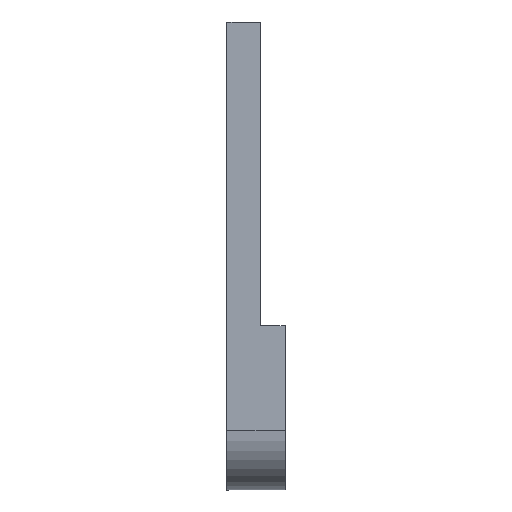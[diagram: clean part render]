
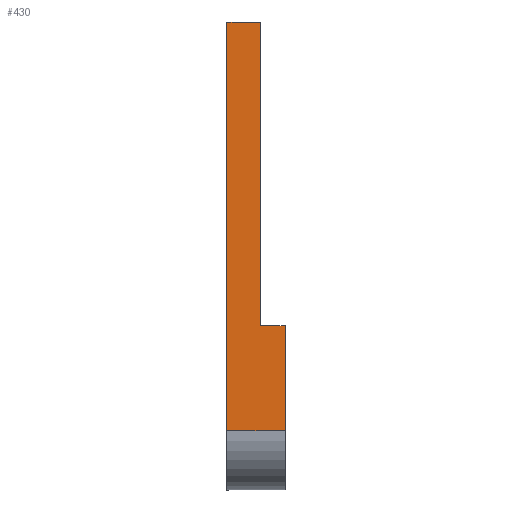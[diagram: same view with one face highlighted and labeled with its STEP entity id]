
A CAD part, front view. The second image highlights one B-rep face of the part: STEP entity #430.
In plain terms, the highlighted planar face has unit normal (0, -1, 0).
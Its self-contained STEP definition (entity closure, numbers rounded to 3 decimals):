
#17 = DIRECTION ( 'NONE',  ( 0., 0., 1. ) ) ;
#27 = VECTOR ( 'NONE', #802, 1000. ) ;
#34 = CARTESIAN_POINT ( 'NONE',  ( 0., -4.875, 27.375 ) ) ;
#78 = ORIENTED_EDGE ( 'NONE', *, *, #385, .F. ) ;
#79 = DIRECTION ( 'NONE',  ( 0., 0., -1. ) ) ;
#91 = VERTEX_POINT ( 'NONE', #34 ) ;
#145 = VERTEX_POINT ( 'NONE', #554 ) ;
#191 = EDGE_CURVE ( 'NONE', #729, #145, #806, .T. ) ;
#197 = VERTEX_POINT ( 'NONE', #545 ) ;
#215 = EDGE_LOOP ( 'NONE', ( #623, #78, #244, #552, #832, #785 ) ) ;
#244 = ORIENTED_EDGE ( 'NONE', *, *, #191, .T. ) ;
#264 = CARTESIAN_POINT ( 'NONE',  ( 0., -4.875, 4. ) ) ;
#282 = DIRECTION ( 'NONE',  ( 0., 0., -1. ) ) ;
#294 = EDGE_CURVE ( 'NONE', #91, #777, #963, .T. ) ;
#295 = DIRECTION ( 'NONE',  ( 1., 0., 0. ) ) ;
#320 = DIRECTION ( 'NONE',  ( 0., 1., 0. ) ) ;
#360 = CARTESIAN_POINT ( 'NONE',  ( 3.325, -4.875, 10. ) ) ;
#385 = EDGE_CURVE ( 'NONE', #729, #999, #420, .T. ) ;
#420 = LINE ( 'NONE', #732, #557 ) ;
#430 = ADVANCED_FACE ( 'NONE', ( #977 ), #739, .F. ) ;
#460 = LINE ( 'NONE', #702, #485 ) ;
#462 = CARTESIAN_POINT ( 'NONE',  ( 0.5, -4.875, 4. ) ) ;
#473 = AXIS2_PLACEMENT_3D ( 'NONE', #574, #320, #17 ) ;
#474 = CARTESIAN_POINT ( 'NONE',  ( 0., -4.875, 14. ) ) ;
#485 = VECTOR ( 'NONE', #295, 1000. ) ;
#495 = DIRECTION ( 'NONE',  ( 0., 0., -1. ) ) ;
#545 = CARTESIAN_POINT ( 'NONE',  ( 1.925, -4.875, 27.375 ) ) ;
#552 = ORIENTED_EDGE ( 'NONE', *, *, #677, .F. ) ;
#554 = CARTESIAN_POINT ( 'NONE',  ( 1.925, -4.875, 10. ) ) ;
#557 = VECTOR ( 'NONE', #495, 1000. ) ;
#562 = DIRECTION ( 'NONE',  ( -1., 0., 0. ) ) ;
#574 = CARTESIAN_POINT ( 'NONE',  ( 0.5, -4.875, 4. ) ) ;
#606 = EDGE_CURVE ( 'NONE', #999, #777, #879, .T. ) ;
#611 = VECTOR ( 'NONE', #282, 1000. ) ;
#623 = ORIENTED_EDGE ( 'NONE', *, *, #606, .F. ) ;
#677 = EDGE_CURVE ( 'NONE', #197, #145, #760, .T. ) ;
#682 = CARTESIAN_POINT ( 'NONE',  ( 1.925, -4.875, 4. ) ) ;
#702 = CARTESIAN_POINT ( 'NONE',  ( 0.5, -4.875, 27.375 ) ) ;
#729 = VERTEX_POINT ( 'NONE', #360 ) ;
#732 = CARTESIAN_POINT ( 'NONE',  ( 3.325, -4.875, 4. ) ) ;
#739 = PLANE ( 'NONE',  #473 ) ;
#760 = LINE ( 'NONE', #682, #611 ) ;
#777 = VERTEX_POINT ( 'NONE', #264 ) ;
#785 = ORIENTED_EDGE ( 'NONE', *, *, #294, .T. ) ;
#797 = VECTOR ( 'NONE', #79, 1000. ) ;
#801 = EDGE_CURVE ( 'NONE', #91, #197, #460, .T. ) ;
#802 = DIRECTION ( 'NONE',  ( -1., 0., 0. ) ) ;
#806 = LINE ( 'NONE', #809, #850 ) ;
#809 = CARTESIAN_POINT ( 'NONE',  ( 1.925, -4.875, 10. ) ) ;
#832 = ORIENTED_EDGE ( 'NONE', *, *, #801, .F. ) ;
#850 = VECTOR ( 'NONE', #562, 1000. ) ;
#851 = CARTESIAN_POINT ( 'NONE',  ( 3.325, -4.875, 4. ) ) ;
#879 = LINE ( 'NONE', #462, #27 ) ;
#963 = LINE ( 'NONE', #474, #797 ) ;
#977 = FACE_OUTER_BOUND ( 'NONE', #215, .T. ) ;
#999 = VERTEX_POINT ( 'NONE', #851 ) ;
